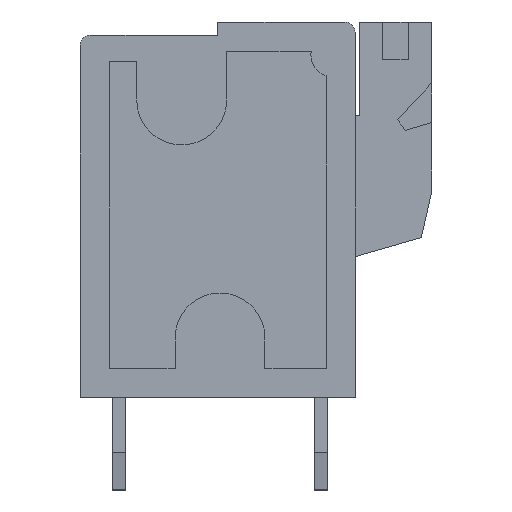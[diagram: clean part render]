
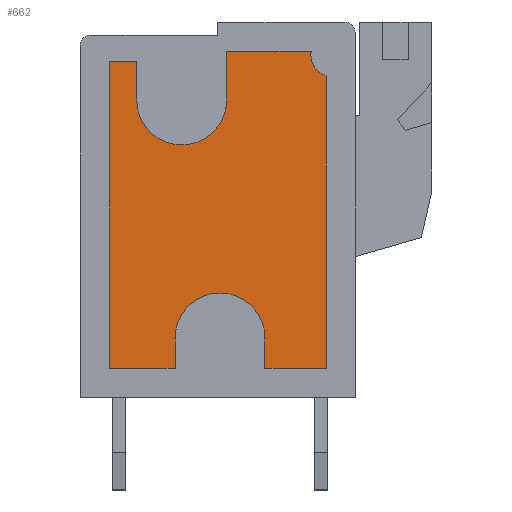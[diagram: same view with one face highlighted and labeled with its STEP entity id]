
A CAD part, left-side view. The second image highlights one B-rep face of the part: STEP entity #662.
In plain terms, the highlighted face is planar.
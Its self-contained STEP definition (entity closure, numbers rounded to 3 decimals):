
#662 = ADVANCED_FACE( '', ( #1300 ), #1301, .T. );
#1300 = FACE_OUTER_BOUND( '', #1927, .T. );
#1301 = PLANE( '', #1928 );
#1927 = EDGE_LOOP( '', ( #3503, #3504, #3505, #3506, #3507, #3508, #3509, #3510, #3511, #3512, #3513, #3514, #3515 ) );
#1928 = AXIS2_PLACEMENT_3D( '', #3516, #3517, #3518 );
#3503 = ORIENTED_EDGE( '', *, *, #4219, .F. );
#3504 = ORIENTED_EDGE( '', *, *, #3968, .F. );
#3505 = ORIENTED_EDGE( '', *, *, #4105, .F. );
#3506 = ORIENTED_EDGE( '', *, *, #3973, .F. );
#3507 = ORIENTED_EDGE( '', *, *, #4081, .F. );
#3508 = ORIENTED_EDGE( '', *, *, #4037, .F. );
#3509 = ORIENTED_EDGE( '', *, *, #4160, .F. );
#3510 = ORIENTED_EDGE( '', *, *, #3751, .F. );
#3511 = ORIENTED_EDGE( '', *, *, #4322, .F. );
#3512 = ORIENTED_EDGE( '', *, *, #4090, .F. );
#3513 = ORIENTED_EDGE( '', *, *, #4146, .F. );
#3514 = ORIENTED_EDGE( '', *, *, #4140, .F. );
#3515 = ORIENTED_EDGE( '', *, *, #3798, .F. );
#3516 = CARTESIAN_POINT( '', ( 0.54, -1.361, 4.15 ) );
#3517 = DIRECTION( '', ( 1., 0., 0. ) );
#3518 = DIRECTION( '', ( 0., 0., -1. ) );
#3751 = EDGE_CURVE( '', #4426, #4428, #4429, .T. );
#3798 = EDGE_CURVE( '', #4510, #4512, #4513, .T. );
#3968 = EDGE_CURVE( '', #4804, #4806, #4807, .T. );
#3973 = EDGE_CURVE( '', #4813, #4815, #4816, .T. );
#4037 = EDGE_CURVE( '', #4915, #4917, #4918, .T. );
#4081 = EDGE_CURVE( '', #4917, #4813, #4980, .T. );
#4090 = EDGE_CURVE( '', #4990, #4992, #4993, .T. );
#4105 = EDGE_CURVE( '', #4815, #4804, #5014, .T. );
#4140 = EDGE_CURVE( '', #4512, #5064, #5065, .T. );
#4146 = EDGE_CURVE( '', #5064, #4990, #5072, .T. );
#4160 = EDGE_CURVE( '', #4428, #4915, #5090, .T. );
#4219 = EDGE_CURVE( '', #4806, #4510, #5178, .T. );
#4322 = EDGE_CURVE( '', #4992, #4426, #5314, .T. );
#4426 = VERTEX_POINT( '', #5428 );
#4428 = VERTEX_POINT( '', #5431 );
#4429 = CIRCLE( '', #5432, 0.825 );
#4510 = VERTEX_POINT( '', #5547 );
#4512 = VERTEX_POINT( '', #5550 );
#4513 = LINE( '', #5551, #5552 );
#4804 = VERTEX_POINT( '', #5974 );
#4806 = VERTEX_POINT( '', #5977 );
#4807 = LINE( '', #5978, #5979 );
#4813 = VERTEX_POINT( '', #5986 );
#4815 = VERTEX_POINT( '', #5989 );
#4816 = CIRCLE( '', #5990, 1.7 );
#4915 = VERTEX_POINT( '', #6130 );
#4917 = VERTEX_POINT( '', #6133 );
#4918 = LINE( '', #6134, #6135 );
#4980 = LINE( '', #6224, #6225 );
#4990 = VERTEX_POINT( '', #6238 );
#4992 = VERTEX_POINT( '', #6241 );
#4993 = LINE( '', #6242, #6243 );
#5014 = LINE( '', #6272, #6273 );
#5064 = VERTEX_POINT( '', #6343 );
#5065 = LINE( '', #6344, #6345 );
#5072 = CIRCLE( '', #6354, 1.7 );
#5090 = LINE( '', #6380, #6381 );
#5178 = LINE( '', #6506, #6507 );
#5314 = LINE( '', #6695, #6696 );
#5428 = CARTESIAN_POINT( '', ( 0.54, 3.539, 6. ) );
#5431 = CARTESIAN_POINT( '', ( 0.54, 4.1, 5.064 ) );
#5432 = AXIS2_PLACEMENT_3D( '', #6850, #6851, #6852 );
#5547 = CARTESIAN_POINT( '', ( 0.54, -4.1, 5.6 ) );
#5550 = CARTESIAN_POINT( '', ( 0.54, -3.061, 5.6 ) );
#5551 = CARTESIAN_POINT( '', ( 0.54, -4.1, 5.6 ) );
#5552 = VECTOR( '', #6894, 1000. );
#5974 = CARTESIAN_POINT( '', ( 0.54, -1.61, -6. ) );
#5977 = CARTESIAN_POINT( '', ( 0.54, -4.1, -6. ) );
#5978 = CARTESIAN_POINT( '', ( 0.54, -1.61, -6. ) );
#5979 = VECTOR( '', #7066, 1000. );
#5986 = CARTESIAN_POINT( '', ( 0.54, 1.79, -4.85 ) );
#5989 = CARTESIAN_POINT( '', ( 0.54, -1.61, -4.85 ) );
#5990 = AXIS2_PLACEMENT_3D( '', #7072, #7073, #7074 );
#6130 = CARTESIAN_POINT( '', ( 0.54, 4.1, -6. ) );
#6133 = CARTESIAN_POINT( '', ( 0.54, 1.79, -6. ) );
#6134 = CARTESIAN_POINT( '', ( 0.54, 4.1, -6. ) );
#6135 = VECTOR( '', #7144, 1000. );
#6224 = CARTESIAN_POINT( '', ( 0.54, 1.79, -6. ) );
#6225 = VECTOR( '', #7184, 1000. );
#6238 = CARTESIAN_POINT( '', ( 0.54, 0.339, 4.15 ) );
#6241 = CARTESIAN_POINT( '', ( 0.54, 0.339, 6. ) );
#6242 = CARTESIAN_POINT( '', ( 0.54, 0.339, 4.15 ) );
#6243 = VECTOR( '', #7192, 1000. );
#6272 = CARTESIAN_POINT( '', ( 0.54, -1.61, -4.85 ) );
#6273 = VECTOR( '', #7207, 1000. );
#6343 = CARTESIAN_POINT( '', ( 0.54, -3.061, 4.15 ) );
#6344 = CARTESIAN_POINT( '', ( 0.54, -3.061, 5.6 ) );
#6345 = VECTOR( '', #7243, 1000. );
#6354 = AXIS2_PLACEMENT_3D( '', #7249, #7250, #7251 );
#6380 = CARTESIAN_POINT( '', ( 0.54, 4.1, 5.064 ) );
#6381 = VECTOR( '', #7260, 1000. );
#6506 = CARTESIAN_POINT( '', ( 0.54, -4.1, -6. ) );
#6507 = VECTOR( '', #7316, 1000. );
#6695 = CARTESIAN_POINT( '', ( 0.54, 0.339, 6. ) );
#6696 = VECTOR( '', #7411, 1000. );
#6850 = CARTESIAN_POINT( '', ( 0.54, 4.35, 5.85 ) );
#6851 = DIRECTION( '', ( 1., 0., 0. ) );
#6852 = DIRECTION( '', ( 0., 1., 0. ) );
#6894 = DIRECTION( '', ( 0., 1., 0. ) );
#7066 = DIRECTION( '', ( 0., -1., 0. ) );
#7072 = CARTESIAN_POINT( '', ( 0.54, 0.09, -4.85 ) );
#7073 = DIRECTION( '', ( 1., 0., 0. ) );
#7074 = DIRECTION( '', ( 0., 1., 0. ) );
#7144 = DIRECTION( '', ( 0., -1., 0. ) );
#7184 = DIRECTION( '', ( 0., 0., 1. ) );
#7192 = DIRECTION( '', ( 0., 0., 1. ) );
#7207 = DIRECTION( '', ( 0., 0., -1. ) );
#7243 = DIRECTION( '', ( 0., 0., -1. ) );
#7249 = CARTESIAN_POINT( '', ( 0.54, -1.361, 4.15 ) );
#7250 = DIRECTION( '', ( 1., 0., 0. ) );
#7251 = DIRECTION( '', ( 0., -1., 0. ) );
#7260 = DIRECTION( '', ( 0., 0., -1. ) );
#7316 = DIRECTION( '', ( 0., 0., 1. ) );
#7411 = DIRECTION( '', ( 0., 1., 0. ) );
